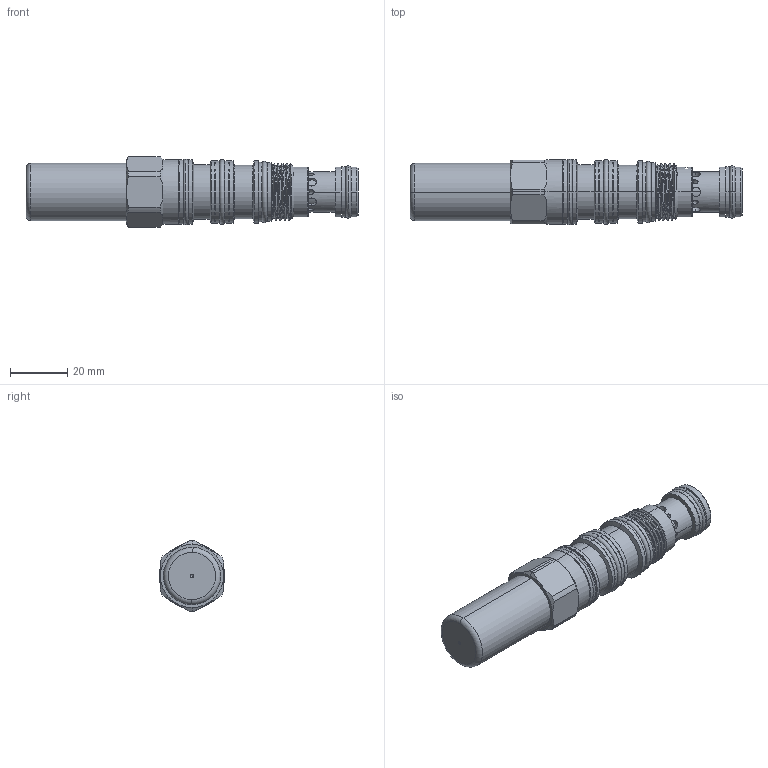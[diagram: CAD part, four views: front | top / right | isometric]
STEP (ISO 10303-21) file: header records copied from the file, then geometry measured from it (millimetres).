
FILE_DESCRIPTION (( 'STEP AP203' ), '1' );
FILE_NAME ('SD21A4C-C.STEP', '2020-05-21T01:48:24', ( '' ), ( '' ), 'SwSTEP 2.0', 'SolidWorks 2018', '' );
FILE_SCHEMA (( 'CONFIG_CONTROL_DESIGN' ));
Length unit declared in the file: millimetre
Products named in the file (1): SD21A4C-C
Bounding box: 115.87 x 22.98 x 24.6 mm (x, y, z)
Volume: 31016.9 mm3; surface area: 15984.1 mm2
Topology: 6 solids, 6 shells, 339 faces, 781 edges, 486 vertices
Faces by surface type: cylinder 168, plane 81, torus 41, cone 40, bspline 9
Entity records: 14620 total; most frequent: CARTESIAN_POINT 7065, DIRECTION 1582, ORIENTED_EDGE 1558, EDGE_CURVE 779, AXIS2_PLACEMENT_3D 672, VERTEX_POINT 486, EDGE_LOOP 383, CIRCLE 341
